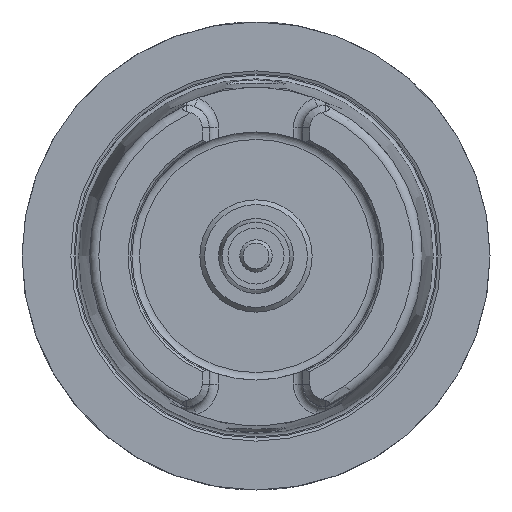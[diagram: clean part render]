
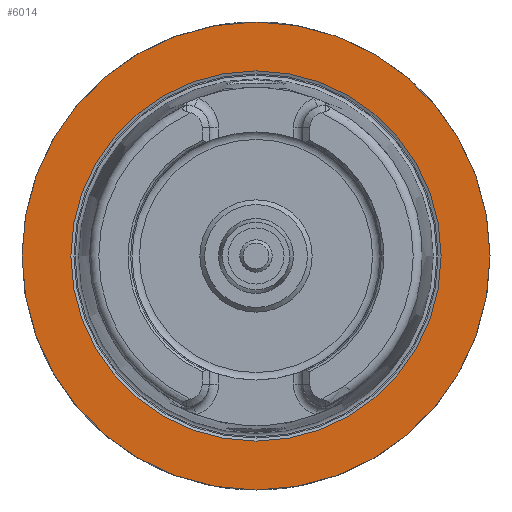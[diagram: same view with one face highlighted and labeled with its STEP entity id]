
A CAD part, left-side view. The second image highlights one B-rep face of the part: STEP entity #6014.
In plain terms, the highlighted planar face has unit normal (-1, 0, 0).
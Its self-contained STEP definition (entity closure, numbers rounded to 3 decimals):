
#5200=CARTESIAN_POINT('',(0.,50.0,0.0));
#5201=VERTEX_POINT('',#5200);
#5202=CARTESIAN_POINT('',(0.,0.,0.0));
#5203=DIRECTION('',(1.0,0.0,0.0));
#5204=DIRECTION('',(0.0,1.0,0.0));
#5205=AXIS2_PLACEMENT_3D('',#5202,#5203,#5204);
#5206=CIRCLE('',#5205,50.0);
#5207=EDGE_CURVE('',#5201,#5201,#5206,.T.);
#5988=CARTESIAN_POINT('',(0.,39.55,0.0));
#5989=VERTEX_POINT('',#5988);
#5990=CARTESIAN_POINT('',(0.,0.,0.0));
#5991=DIRECTION('',(1.0,0.0,0.0));
#5992=DIRECTION('',(0.0,1.0,0.0));
#5993=AXIS2_PLACEMENT_3D('',#5990,#5991,#5992);
#5994=CIRCLE('',#5993,39.55);
#5995=EDGE_CURVE('',#5989,#5989,#5994,.T.);
#6003=CARTESIAN_POINT('',(0.,44.775,0.0));
#6004=DIRECTION('',(-1.0,0.0,0.0));
#6005=DIRECTION('',(0.0,0.0,1.0));
#6006=AXIS2_PLACEMENT_3D('',#6003,#6004,#6005);
#6007=PLANE('',#6006);
#6008=ORIENTED_EDGE('',*,*,#5207,.F.);
#6009=EDGE_LOOP('',(#6008));
#6010=FACE_OUTER_BOUND('',#6009,.T.);
#6011=ORIENTED_EDGE('',*,*,#5995,.T.);
#6012=EDGE_LOOP('',(#6011));
#6013=FACE_BOUND('',#6012,.T.);
#6014=ADVANCED_FACE('',(#6010,#6013),#6007,.T.);
